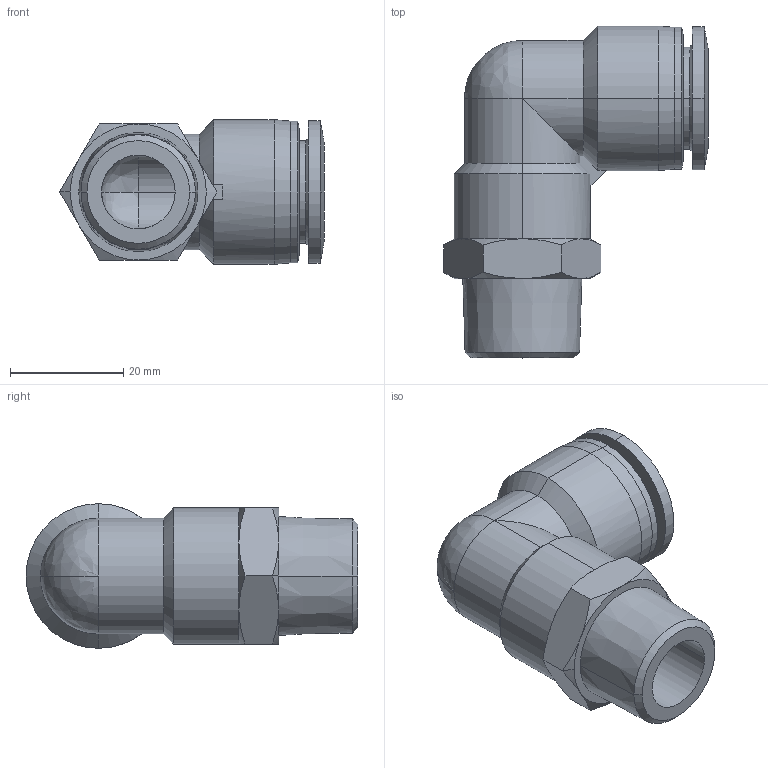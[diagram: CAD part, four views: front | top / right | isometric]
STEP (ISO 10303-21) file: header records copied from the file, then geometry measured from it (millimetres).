
FILE_DESCRIPTION (( 'STEP AP214' ), '1' );
FILE_NAME ('ME16M-12R.step', '2016-02-24T20:41:24', ( '' ), ( '' ), 'SwSTEP 2.0', 'SolidWorks 2015', '' );
FILE_SCHEMA (( 'AUTOMOTIVE_DESIGN' ));
Length unit declared in the file: inch
Products named in the file (1): ME16M-12R
Bounding box: 46.66 x 58.55 x 25.5 mm (x, y, z)
Volume: 19190.9 mm3; surface area: 10118.6 mm2
Topology: 1 solids, 1 shells, 74 faces, 170 edges, 97 vertices
Faces by surface type: cone 32, cylinder 22, plane 14, bspline 6
Entity records: 3188 total; most frequent: CARTESIAN_POINT 578, DIRECTION 348, ORIENTED_EDGE 332, EDGE_CURVE 166, AXIS2_PLACEMENT_3D 147, VERTEX_POINT 97, EDGE_LOOP 79, CIRCLE 78
